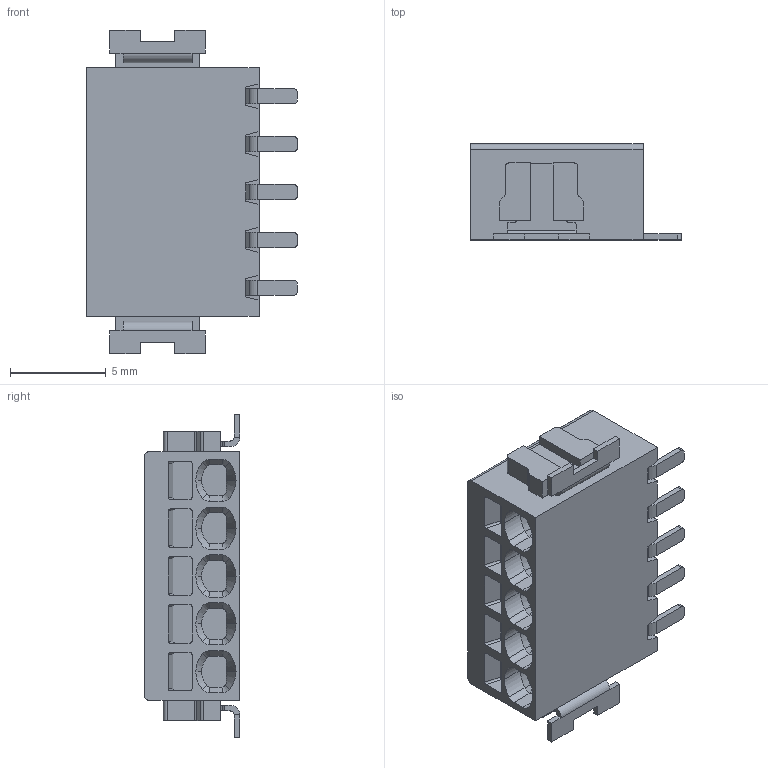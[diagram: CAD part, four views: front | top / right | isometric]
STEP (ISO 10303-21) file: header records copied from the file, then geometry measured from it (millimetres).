
FILE_DESCRIPTION(('SolidDesigner STEP Export'),'2;1');
FILE_NAME('ptsm_0.5-5-2.5_smd_h.stp','2009-03-25T 9:49:38',(''),(''),'CoCreate Modeling STEP processor for AP214 (Solid Model)','CoCreate Modeling 16.00A 16-Aug-2008 (C) Parametric Technology GmbH','');
FILE_SCHEMA(('AUTOMOTIVE_DESIGN { 1 0 10303 214 1 1 1 1 }'));
Length unit declared in the file: millimetre
Products named in the file (2): ptsm_0.5-5-2.5_smd_h
Assembly tree (1 placements, depth 2):
  ptsm_0.5-5-2.5_smd_h
    ptsm_0.5-5-2.5_smd_h
Bounding box: 11 x 5 x 16.9 mm (x, y, z)
Volume: 532 mm3; surface area: 704.4 mm2
Topology: 1 solids, 1 shells, 455 faces, 1180 edges, 749 vertices
Faces by surface type: plane 234, cylinder 181, cone 40
Entity records: 17531 total; most frequent: CARTESIAN_POINT 2708, ORIENTED_EDGE 2360, DIRECTION 2304, EDGE_CURVE 1180, VECTOR 814, LINE 814, VERTEX_POINT 749, AXIS2_PLACEMENT_3D 745
